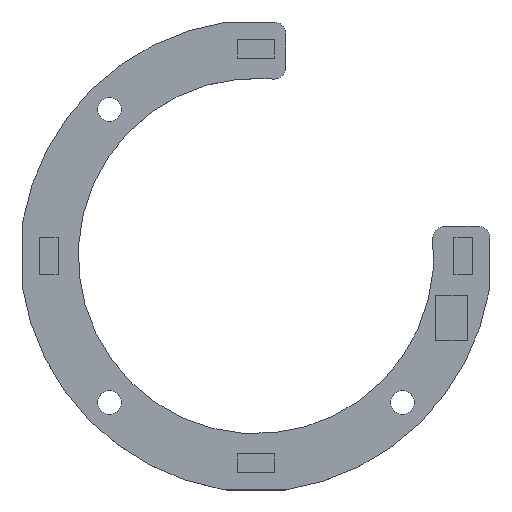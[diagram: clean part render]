
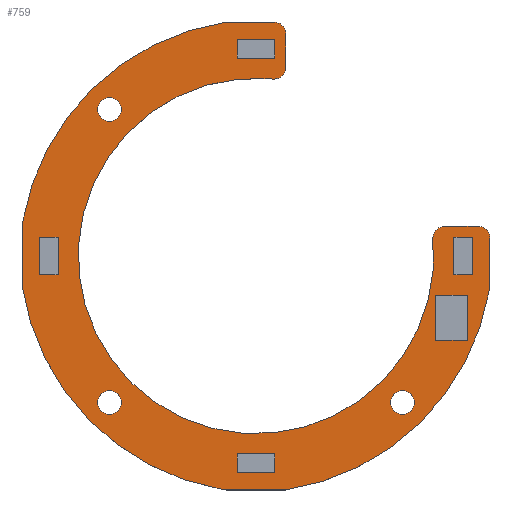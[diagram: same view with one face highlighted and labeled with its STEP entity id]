
A CAD part, top view. The second image highlights one B-rep face of the part: STEP entity #759.
In plain terms, the highlighted planar face has unit normal (0, 0, 1).
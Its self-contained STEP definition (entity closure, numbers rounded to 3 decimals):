
#461 = VERTEX_POINT('',#462);
#462 = CARTESIAN_POINT('',(139.298,-75.452,1.6));
#468 = EDGE_CURVE('',#461,#469,#471,.T.);
#469 = VERTEX_POINT('',#470);
#470 = CARTESIAN_POINT('',(140.2,-76.45,1.6));
#471 = CIRCLE('',#472,0.998);
#472 = AXIS2_PLACEMENT_3D('',#473,#474,#475);
#473 = CARTESIAN_POINT('',(139.202,-76.446,1.6));
#474 = DIRECTION('',(0.,0.,-1.));
#475 = DIRECTION('',(0.096,0.995,0.));
#503 = VERTEX_POINT('',#504);
#504 = CARTESIAN_POINT('',(139.2,-75.45,1.6));
#510 = EDGE_CURVE('',#503,#461,#511,.T.);
#511 = LINE('',#512,#513);
#512 = CARTESIAN_POINT('',(139.2,-75.45,1.6));
#513 = VECTOR('',#514,1.);
#514 = DIRECTION('',(1.,-0.024,0.));
#532 = EDGE_CURVE('',#469,#533,#535,.T.);
#533 = VERTEX_POINT('',#534);
#534 = CARTESIAN_POINT('',(140.2,-79.27,1.6));
#535 = LINE('',#536,#537);
#536 = CARTESIAN_POINT('',(140.2,-76.45,1.6));
#537 = VECTOR('',#538,1.);
#538 = DIRECTION('',(0.,-1.,0.));
#759 = ADVANCED_FACE('',(#760,#922,#933,#944),#955,.T.);
#760 = FACE_BOUND('',#761,.T.);
#761 = EDGE_LOOP('',(#762,#763,#764,#772,#781,#789,#797,#806,#814,#822,
    #831,#839,#847,#856,#864,#872,#881,#889,#898,#906,#915,#921));
#762 = ORIENTED_EDGE('',*,*,#468,.F.);
#763 = ORIENTED_EDGE('',*,*,#510,.F.);
#764 = ORIENTED_EDGE('',*,*,#765,.F.);
#765 = EDGE_CURVE('',#766,#503,#768,.T.);
#766 = VERTEX_POINT('',#767);
#767 = CARTESIAN_POINT('',(135.2,-75.45,1.6));
#768 = LINE('',#769,#770);
#769 = CARTESIAN_POINT('',(135.2,-75.45,1.6));
#770 = VECTOR('',#771,1.);
#771 = DIRECTION('',(1.,0.,0.));
#772 = ORIENTED_EDGE('',*,*,#773,.F.);
#773 = EDGE_CURVE('',#774,#766,#776,.T.);
#774 = VERTEX_POINT('',#775);
#775 = CARTESIAN_POINT('',(118.019,-92.255,1.6));
#776 = CIRCLE('',#777,20.524);
#777 = AXIS2_PLACEMENT_3D('',#778,#779,#780);
#778 = CARTESIAN_POINT('',(138.244,-95.747,1.6));
#779 = DIRECTION('',(0.,0.,-1.));
#780 = DIRECTION('',(-0.985,0.17,0.));
#781 = ORIENTED_EDGE('',*,*,#782,.F.);
#782 = EDGE_CURVE('',#783,#774,#785,.T.);
#783 = VERTEX_POINT('',#784);
#784 = CARTESIAN_POINT('',(117.95,-92.7,1.6));
#785 = LINE('',#786,#787);
#786 = CARTESIAN_POINT('',(117.95,-92.7,1.6));
#787 = VECTOR('',#788,1.);
#788 = DIRECTION('',(0.154,0.988,0.));
#789 = ORIENTED_EDGE('',*,*,#790,.F.);
#790 = EDGE_CURVE('',#791,#783,#793,.T.);
#791 = VERTEX_POINT('',#792);
#792 = CARTESIAN_POINT('',(117.95,-97.7,1.6));
#793 = LINE('',#794,#795);
#794 = CARTESIAN_POINT('',(117.95,-97.7,1.6));
#795 = VECTOR('',#796,1.);
#796 = DIRECTION('',(0.,1.,0.));
#797 = ORIENTED_EDGE('',*,*,#798,.F.);
#798 = EDGE_CURVE('',#799,#791,#801,.T.);
#799 = VERTEX_POINT('',#800);
#800 = CARTESIAN_POINT('',(134.755,-114.881,1.6));
#801 = CIRCLE('',#802,20.524);
#802 = AXIS2_PLACEMENT_3D('',#803,#804,#805);
#803 = CARTESIAN_POINT('',(138.247,-94.656,1.6));
#804 = DIRECTION('',(0.,0.,-1.));
#805 = DIRECTION('',(-0.17,-0.985,-0.));
#806 = ORIENTED_EDGE('',*,*,#807,.F.);
#807 = EDGE_CURVE('',#808,#799,#810,.T.);
#808 = VERTEX_POINT('',#809);
#809 = CARTESIAN_POINT('',(135.2,-114.95,1.6));
#810 = LINE('',#811,#812);
#811 = CARTESIAN_POINT('',(135.2,-114.95,1.6));
#812 = VECTOR('',#813,1.);
#813 = DIRECTION('',(-0.988,0.154,0.));
#814 = ORIENTED_EDGE('',*,*,#815,.F.);
#815 = EDGE_CURVE('',#816,#808,#818,.T.);
#816 = VERTEX_POINT('',#817);
#817 = CARTESIAN_POINT('',(140.2,-114.95,1.6));
#818 = LINE('',#819,#820);
#819 = CARTESIAN_POINT('',(140.2,-114.95,1.6));
#820 = VECTOR('',#821,1.);
#821 = DIRECTION('',(-1.,0.,0.));
#822 = ORIENTED_EDGE('',*,*,#823,.F.);
#823 = EDGE_CURVE('',#824,#816,#826,.T.);
#824 = VERTEX_POINT('',#825);
#825 = CARTESIAN_POINT('',(157.381,-98.145,1.6));
#826 = CIRCLE('',#827,20.524);
#827 = AXIS2_PLACEMENT_3D('',#828,#829,#830);
#828 = CARTESIAN_POINT('',(137.156,-94.653,1.6));
#829 = DIRECTION('',(0.,0.,-1.));
#830 = DIRECTION('',(0.985,-0.17,0.));
#831 = ORIENTED_EDGE('',*,*,#832,.F.);
#832 = EDGE_CURVE('',#833,#824,#835,.T.);
#833 = VERTEX_POINT('',#834);
#834 = CARTESIAN_POINT('',(157.45,-97.7,1.6));
#835 = LINE('',#836,#837);
#836 = CARTESIAN_POINT('',(157.45,-97.7,1.6));
#837 = VECTOR('',#838,1.);
#838 = DIRECTION('',(-0.154,-0.988,0.));
#839 = ORIENTED_EDGE('',*,*,#840,.F.);
#840 = EDGE_CURVE('',#841,#833,#843,.T.);
#841 = VERTEX_POINT('',#842);
#842 = CARTESIAN_POINT('',(157.45,-93.7,1.6));
#843 = LINE('',#844,#845);
#844 = CARTESIAN_POINT('',(157.45,-93.7,1.6));
#845 = VECTOR('',#846,1.);
#846 = DIRECTION('',(0.,-1.,0.));
#847 = ORIENTED_EDGE('',*,*,#848,.F.);
#848 = EDGE_CURVE('',#849,#841,#851,.T.);
#849 = VERTEX_POINT('',#850);
#850 = CARTESIAN_POINT('',(156.548,-92.702,1.6));
#851 = CIRCLE('',#852,0.998);
#852 = AXIS2_PLACEMENT_3D('',#853,#854,#855);
#853 = CARTESIAN_POINT('',(156.452,-93.696,1.6));
#854 = DIRECTION('',(0.,0.,-1.));
#855 = DIRECTION('',(0.096,0.995,0.));
#856 = ORIENTED_EDGE('',*,*,#857,.F.);
#857 = EDGE_CURVE('',#858,#849,#860,.T.);
#858 = VERTEX_POINT('',#859);
#859 = CARTESIAN_POINT('',(156.45,-92.7,1.6));
#860 = LINE('',#861,#862);
#861 = CARTESIAN_POINT('',(156.45,-92.7,1.6));
#862 = VECTOR('',#863,1.);
#863 = DIRECTION('',(1.,-0.024,0.));
#864 = ORIENTED_EDGE('',*,*,#865,.F.);
#865 = EDGE_CURVE('',#866,#858,#868,.T.);
#866 = VERTEX_POINT('',#867);
#867 = CARTESIAN_POINT('',(153.63,-92.7,1.6));
#868 = LINE('',#869,#870);
#869 = CARTESIAN_POINT('',(153.63,-92.7,1.6));
#870 = VECTOR('',#871,1.);
#871 = DIRECTION('',(1.,0.,0.));
#872 = ORIENTED_EDGE('',*,*,#873,.F.);
#873 = EDGE_CURVE('',#874,#866,#876,.T.);
#874 = VERTEX_POINT('',#875);
#875 = CARTESIAN_POINT('',(152.627,-93.69,1.6));
#876 = CIRCLE('',#877,0.998);
#877 = AXIS2_PLACEMENT_3D('',#878,#879,#880);
#878 = CARTESIAN_POINT('',(153.625,-93.698,1.6));
#879 = DIRECTION('',(0.,0.,-1.));
#880 = DIRECTION('',(-1.,0.008,0.));
#881 = ORIENTED_EDGE('',*,*,#882,.F.);
#882 = EDGE_CURVE('',#883,#874,#885,.T.);
#883 = VERTEX_POINT('',#884);
#884 = CARTESIAN_POINT('',(152.634,-93.794,1.6));
#885 = LINE('',#886,#887);
#886 = CARTESIAN_POINT('',(152.634,-93.794,1.6));
#887 = VECTOR('',#888,1.);
#888 = DIRECTION('',(-0.068,0.998,0.));
#889 = ORIENTED_EDGE('',*,*,#890,.F.);
#890 = EDGE_CURVE('',#891,#883,#893,.T.);
#891 = VERTEX_POINT('',#892);
#892 = CARTESIAN_POINT('',(138.721,-80.232,1.6));
#893 = CIRCLE('',#894,15.002);
#894 = AXIS2_PLACEMENT_3D('',#895,#896,#897);
#895 = CARTESIAN_POINT('',(137.698,-95.199,1.6));
#896 = DIRECTION('',(-0.,0.,1.));
#897 = DIRECTION('',(0.068,0.998,0.));
#898 = ORIENTED_EDGE('',*,*,#899,.F.);
#899 = EDGE_CURVE('',#900,#891,#902,.T.);
#900 = VERTEX_POINT('',#901);
#901 = CARTESIAN_POINT('',(139.106,-80.266,1.6));
#902 = LINE('',#903,#904);
#903 = CARTESIAN_POINT('',(139.106,-80.266,1.6));
#904 = VECTOR('',#905,1.);
#905 = DIRECTION('',(-0.996,0.087,0.));
#906 = ORIENTED_EDGE('',*,*,#907,.F.);
#907 = EDGE_CURVE('',#908,#900,#910,.T.);
#908 = VERTEX_POINT('',#909);
#909 = CARTESIAN_POINT('',(140.197,-79.375,1.6));
#910 = CIRCLE('',#911,0.998);
#911 = AXIS2_PLACEMENT_3D('',#912,#913,#914);
#912 = CARTESIAN_POINT('',(139.205,-79.273,1.6));
#913 = DIRECTION('',(0.,0.,-1.));
#914 = DIRECTION('',(0.995,-0.102,0.));
#915 = ORIENTED_EDGE('',*,*,#916,.F.);
#916 = EDGE_CURVE('',#533,#908,#917,.T.);
#917 = LINE('',#918,#919);
#918 = CARTESIAN_POINT('',(140.2,-79.27,1.6));
#919 = VECTOR('',#920,1.);
#920 = DIRECTION('',(-0.026,-1.,0.));
#921 = ORIENTED_EDGE('',*,*,#532,.F.);
#922 = FACE_BOUND('',#923,.T.);
#923 = EDGE_LOOP('',(#924));
#924 = ORIENTED_EDGE('',*,*,#925,.T.);
#925 = EDGE_CURVE('',#926,#926,#928,.T.);
#926 = VERTEX_POINT('',#927);
#927 = CARTESIAN_POINT('',(125.326,-108.574,1.6));
#928 = CIRCLE('',#929,1.);
#929 = AXIS2_PLACEMENT_3D('',#930,#931,#932);
#930 = CARTESIAN_POINT('',(125.326,-107.574,1.6));
#931 = DIRECTION('',(-0.,0.,-1.));
#932 = DIRECTION('',(-0.,-1.,0.));
#933 = FACE_BOUND('',#934,.T.);
#934 = EDGE_LOOP('',(#935));
#935 = ORIENTED_EDGE('',*,*,#936,.T.);
#936 = EDGE_CURVE('',#937,#937,#939,.T.);
#937 = VERTEX_POINT('',#938);
#938 = CARTESIAN_POINT('',(150.074,-108.574,1.6));
#939 = CIRCLE('',#940,1.);
#940 = AXIS2_PLACEMENT_3D('',#941,#942,#943);
#941 = CARTESIAN_POINT('',(150.074,-107.574,1.6));
#942 = DIRECTION('',(-0.,0.,-1.));
#943 = DIRECTION('',(-0.,-1.,0.));
#944 = FACE_BOUND('',#945,.T.);
#945 = EDGE_LOOP('',(#946));
#946 = ORIENTED_EDGE('',*,*,#947,.T.);
#947 = EDGE_CURVE('',#948,#948,#950,.T.);
#948 = VERTEX_POINT('',#949);
#949 = CARTESIAN_POINT('',(125.326,-83.826,1.6));
#950 = CIRCLE('',#951,1.);
#951 = AXIS2_PLACEMENT_3D('',#952,#953,#954);
#952 = CARTESIAN_POINT('',(125.326,-82.826,1.6));
#953 = DIRECTION('',(-0.,0.,-1.));
#954 = DIRECTION('',(-0.,-1.,0.));
#955 = PLANE('',#956);
#956 = AXIS2_PLACEMENT_3D('',#957,#958,#959);
#957 = CARTESIAN_POINT('',(0.,0.,1.6));
#958 = DIRECTION('',(0.,0.,1.));
#959 = DIRECTION('',(1.,0.,-0.));
